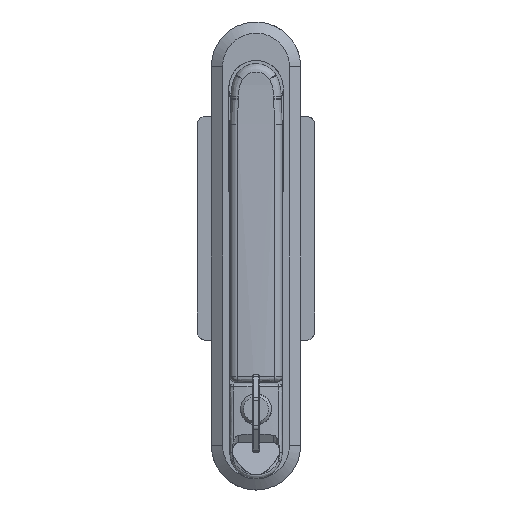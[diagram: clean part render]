
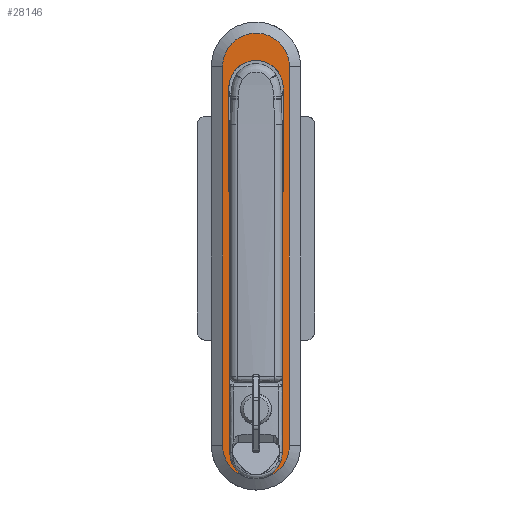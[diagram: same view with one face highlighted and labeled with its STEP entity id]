
A CAD part, front view. The second image highlights one B-rep face of the part: STEP entity #28146.
In plain terms, the highlighted free-form (B-spline) face has degree [1, 1] with [2, 2] control points.
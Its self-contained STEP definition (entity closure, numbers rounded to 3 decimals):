
#26049=CARTESIAN_POINT('',(-5.,-9.548,-130.2));
#26050=VERTEX_POINT('',#26049);
#26063=CARTESIAN_POINT('',(-5.,9.548,-130.2));
#26064=VERTEX_POINT('',#26063);
#26070=CARTESIAN_POINT('',(-5.,-9.548,-130.2));
#26071=CARTESIAN_POINT('',(-5.,9.548,-130.2));
#26072=QUASI_UNIFORM_CURVE('',1,(#26070,#26071),.UNSPECIFIED.,.F.,.U.);
#26073=EDGE_CURVE('',#26050,#26064,#26072,.T.);
#26856=CARTESIAN_POINT('',(-5.,-12.,-128.2));
#26857=VERTEX_POINT('',#26856);
#26872=CARTESIAN_POINT('',(-5.,-12.,7.8));
#26873=VERTEX_POINT('',#26872);
#26879=CARTESIAN_POINT('',(-5.,-12.,-128.2));
#26880=CARTESIAN_POINT('',(-5.,-12.,7.8));
#26881=QUASI_UNIFORM_CURVE('',1,(#26879,#26880),.UNSPECIFIED.,.F.,.U.);
#26882=EDGE_CURVE('',#26857,#26873,#26881,.T.);
#26907=CARTESIAN_POINT('',(-5.,12.,7.8));
#26908=VERTEX_POINT('',#26907);
#26914=CARTESIAN_POINT('',(-5.,-12.,7.8));
#26915=CARTESIAN_POINT('',(-5.,-12.,19.8));
#26916=CARTESIAN_POINT('',(-5.,0.,19.8));
#26917=CARTESIAN_POINT('',(-5.,12.,19.8));
#26918=CARTESIAN_POINT('',(-5.,12.,7.8));
#26926=(BOUNDED_CURVE()B_SPLINE_CURVE(2,(#26914,#26915,#26916,#26917,#26918),.UNSPECIFIED.,.F.,.U.)B_SPLINE_CURVE_WITH_KNOTS((3,2,3),(0.0,0.5,1.0),.UNSPECIFIED.)CURVE()GEOMETRIC_REPRESENTATION_ITEM()RATIONAL_B_SPLINE_CURVE((1.0,0.707,1.0,0.707,1.0))REPRESENTATION_ITEM(''));
#26927=EDGE_CURVE('',#26873,#26908,#26926,.T.);
#26966=CARTESIAN_POINT('',(-5.,12.,-128.2));
#26967=VERTEX_POINT('',#26966);
#26991=CARTESIAN_POINT('',(-5.,12.,-128.2));
#26992=CARTESIAN_POINT('',(-5.,12.,-135.128));
#26993=CARTESIAN_POINT('',(-5.,6.,-138.592));
#26994=CARTESIAN_POINT('',(-5.,0.,-142.056));
#26995=CARTESIAN_POINT('',(-5.,-6.,-138.592));
#26996=CARTESIAN_POINT('',(-5.,-12.,-135.128));
#26997=CARTESIAN_POINT('',(-5.,-12.,-128.2));
#27005=(BOUNDED_CURVE()B_SPLINE_CURVE(2,(#26991,#26992,#26993,#26994,#26995,#26996,#26997),.UNSPECIFIED.,.F.,.U.)B_SPLINE_CURVE_WITH_KNOTS((3,2,2,3),(0.0,0.333,0.667,1.0),.UNSPECIFIED.)CURVE()GEOMETRIC_REPRESENTATION_ITEM()RATIONAL_B_SPLINE_CURVE((1.0,0.866,1.0,0.866,1.0,0.866,1.0))REPRESENTATION_ITEM(''));
#27006=EDGE_CURVE('',#26967,#26857,#27005,.T.);
#27023=CARTESIAN_POINT('',(-5.,12.,7.8));
#27024=CARTESIAN_POINT('',(-5.,12.,-128.2));
#27025=QUASI_UNIFORM_CURVE('',1,(#27023,#27024),.UNSPECIFIED.,.F.,.U.);
#27026=EDGE_CURVE('',#26908,#26967,#27025,.T.);
#27246=CARTESIAN_POINT('',(-5.,-9.749,-0.388));
#27247=VERTEX_POINT('',#27246);
#27262=CARTESIAN_POINT('',(-5.,-9.749,-0.388));
#27263=CARTESIAN_POINT('',(-5.,-9.548,-130.2));
#27264=QUASI_UNIFORM_CURVE('',1,(#27262,#27263),.UNSPECIFIED.,.F.,.U.);
#27265=EDGE_CURVE('',#27247,#26050,#27264,.T.);
#27277=CARTESIAN_POINT('',(-5.,9.749,-0.388));
#27278=VERTEX_POINT('',#27277);
#27284=CARTESIAN_POINT('',(-5.,9.548,-130.2));
#27285=CARTESIAN_POINT('',(-5.,9.749,-0.388));
#27286=QUASI_UNIFORM_CURVE('',1,(#27284,#27285),.UNSPECIFIED.,.F.,.U.);
#27287=EDGE_CURVE('',#26064,#27278,#27286,.T.);
#27351=CARTESIAN_POINT('',(-5.,-9.75,-0.275));
#27352=VERTEX_POINT('',#27351);
#27358=CARTESIAN_POINT('',(-5.,-9.75,0.225));
#27359=VERTEX_POINT('',#27358);
#27360=CARTESIAN_POINT('',(-5.,-9.75,-0.275));
#27361=CARTESIAN_POINT('',(-5.,-9.75,0.225));
#27362=QUASI_UNIFORM_CURVE('',1,(#27360,#27361),.UNSPECIFIED.,.F.,.U.);
#27363=EDGE_CURVE('',#27352,#27359,#27362,.T.);
#27387=CARTESIAN_POINT('',(-5.,9.75,0.225));
#27388=VERTEX_POINT('',#27387);
#27394=CARTESIAN_POINT('',(-5.,9.75,-0.225));
#27395=VERTEX_POINT('',#27394);
#27396=CARTESIAN_POINT('',(-5.,9.75,0.225));
#27397=CARTESIAN_POINT('',(-5.,9.75,-0.225));
#27398=QUASI_UNIFORM_CURVE('',1,(#27396,#27397),.UNSPECIFIED.,.F.,.U.);
#27399=EDGE_CURVE('',#27388,#27395,#27398,.T.);
#27441=CARTESIAN_POINT('',(-5.,-9.75,0.225));
#27442=CARTESIAN_POINT('',(-5.,-9.764,5.866));
#27443=CARTESIAN_POINT('',(-5.,-4.882,8.69));
#27444=CARTESIAN_POINT('',(-5.,0.,11.514));
#27445=CARTESIAN_POINT('',(-5.,4.882,8.69));
#27446=CARTESIAN_POINT('',(-5.,9.764,5.866));
#27447=CARTESIAN_POINT('',(-5.,9.75,0.225));
#27455=(BOUNDED_CURVE()B_SPLINE_CURVE(2,(#27441,#27442,#27443,#27444,#27445,#27446,#27447),.UNSPECIFIED.,.F.,.U.)B_SPLINE_CURVE_WITH_KNOTS((3,2,2,3),(0.0,0.333,0.667,1.0),.UNSPECIFIED.)CURVE()GEOMETRIC_REPRESENTATION_ITEM()RATIONAL_B_SPLINE_CURVE((1.0,0.866,1.0,0.866,1.0,0.866,1.0))REPRESENTATION_ITEM(''));
#27456=EDGE_CURVE('',#27359,#27388,#27455,.T.);
#28092=CARTESIAN_POINT('',(-5.,-9.749,-0.388));
#28093=CARTESIAN_POINT('',(-5.,-9.75,-0.331));
#28094=CARTESIAN_POINT('',(-5.,-9.75,-0.275));
#28102=(BOUNDED_CURVE()B_SPLINE_CURVE(2,(#28092,#28093,#28094),.UNSPECIFIED.,.F.,.U.)CURVE()GEOMETRIC_REPRESENTATION_ITEM()QUASI_UNIFORM_CURVE()RATIONAL_B_SPLINE_CURVE((1.0,1.,1.0))REPRESENTATION_ITEM(''));
#28103=EDGE_CURVE('',#27247,#27352,#28102,.T.);
#28109=CARTESIAN_POINT('',(-5.,9.75,-0.225));
#28110=CARTESIAN_POINT('',(-5.,9.75,-0.307));
#28111=CARTESIAN_POINT('',(-5.,9.749,-0.388));
#28119=(BOUNDED_CURVE()B_SPLINE_CURVE(2,(#28109,#28110,#28111),.UNSPECIFIED.,.F.,.U.)CURVE()GEOMETRIC_REPRESENTATION_ITEM()QUASI_UNIFORM_CURVE()RATIONAL_B_SPLINE_CURVE((1.0,1.,1.0))REPRESENTATION_ITEM(''));
#28120=EDGE_CURVE('',#27395,#27278,#28119,.T.);
#28125=CARTESIAN_POINT('',(-5.,13.199,27.792));
#28126=CARTESIAN_POINT('',(-5.,-13.199,27.792));
#28127=CARTESIAN_POINT('',(-5.,13.199,-148.192));
#28128=CARTESIAN_POINT('',(-5.,-13.199,-148.192));
#28129=B_SPLINE_SURFACE_WITH_KNOTS('',1,1,((#28125,#28127),(#28126,#28128)),.UNSPECIFIED.,.F.,.F.,.U.,(2,2),(2,2),(0.0,26.398),(0.0,175.984),.UNSPECIFIED.);
#28130=ORIENTED_EDGE('',*,*,#27006,.T.);
#28131=ORIENTED_EDGE('',*,*,#26882,.T.);
#28132=ORIENTED_EDGE('',*,*,#26927,.T.);
#28133=ORIENTED_EDGE('',*,*,#27026,.T.);
#28134=EDGE_LOOP('',(#28130,#28131,#28132,#28133));
#28135=FACE_OUTER_BOUND('',#28134,.T.);
#28136=ORIENTED_EDGE('',*,*,#26073,.T.);
#28137=ORIENTED_EDGE('',*,*,#27287,.T.);
#28138=ORIENTED_EDGE('',*,*,#28120,.F.);
#28139=ORIENTED_EDGE('',*,*,#27399,.F.);
#28140=ORIENTED_EDGE('',*,*,#27456,.F.);
#28141=ORIENTED_EDGE('',*,*,#27363,.F.);
#28142=ORIENTED_EDGE('',*,*,#28103,.F.);
#28143=ORIENTED_EDGE('',*,*,#27265,.T.);
#28144=EDGE_LOOP('',(#28136,#28137,#28138,#28139,#28140,#28141,#28142,#28143));
#28145=FACE_BOUND('',#28144,.T.);
#28146=ADVANCED_FACE('',(#28135,#28145),#28129,.F.);
